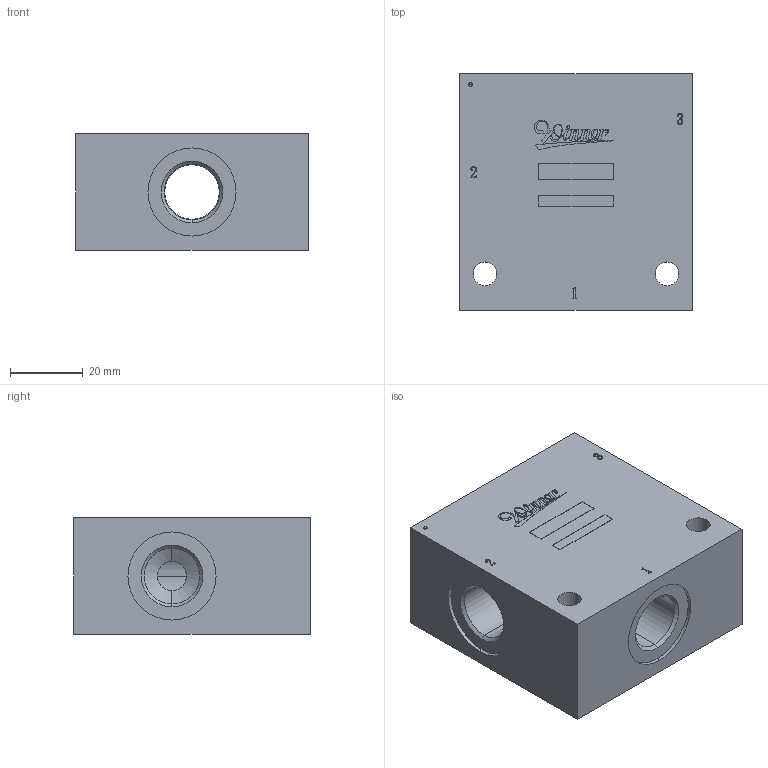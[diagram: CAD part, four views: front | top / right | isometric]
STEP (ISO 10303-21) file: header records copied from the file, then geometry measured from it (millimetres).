
FILE_DESCRIPTION (( 'STEP AP203' ), '1' );
FILE_NAME ('ML-20MS3-G03-Z01.STEP', '2026-02-25T05:28:34', ( '' ), ( '' ), 'SwSTEP 2.0', 'SolidWorks 2018', '' );
FILE_SCHEMA (( 'CONFIG_CONTROL_DESIGN' ));
Length unit declared in the file: millimetre
Products named in the file (1): ML-20MS3-G03-Z01
Bounding box: 64 x 65 x 32 mm (x, y, z)
Volume: 108410.7 mm3; surface area: 22424.4 mm2
Topology: 1 solids, 1 shells, 350 faces, 972 edges, 635 vertices
Faces by surface type: cylinder 177, plane 85, bspline 64, cone 24
Entity records: 13145 total; most frequent: CARTESIAN_POINT 4212, ORIENTED_EDGE 1940, DIRECTION 1770, EDGE_CURVE 970, AXIS2_PLACEMENT_3D 649, VERTEX_POINT 635, LINE 472, VECTOR 472
